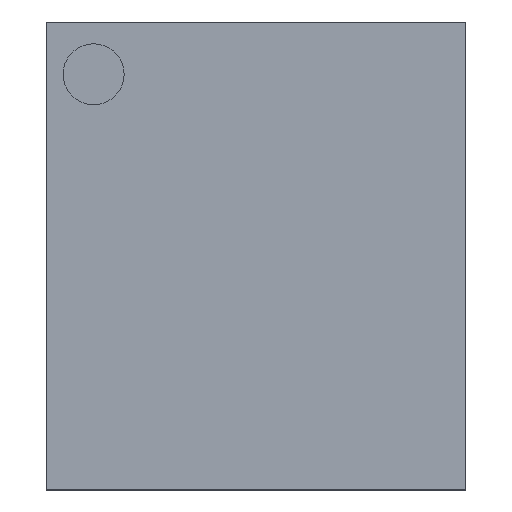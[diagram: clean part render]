
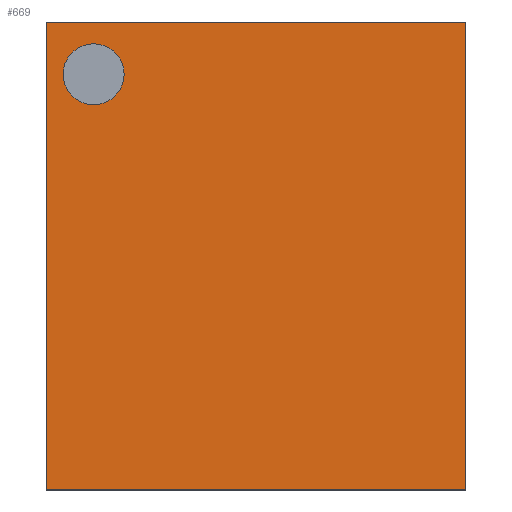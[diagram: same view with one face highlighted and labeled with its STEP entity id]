
A CAD part, top view. The second image highlights one B-rep face of the part: STEP entity #669.
In plain terms, the highlighted planar face has unit normal (0, 0, 1).
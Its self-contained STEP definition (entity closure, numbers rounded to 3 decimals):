
#5 = LINE ( 'NONE', #111, #920 ) ;
#6 = VERTEX_POINT ( 'NONE', #141 ) ;
#46 = LINE ( 'NONE', #668, #806 ) ;
#54 = DIRECTION ( 'NONE',  ( 0., 0., 1. ) ) ;
#100 = FACE_OUTER_BOUND ( 'NONE', #875, .T. ) ;
#111 = CARTESIAN_POINT ( 'NONE',  ( -0.758, 0.845, 0.59 ) ) ;
#131 = VERTEX_POINT ( 'NONE', #603 ) ;
#141 = CARTESIAN_POINT ( 'NONE',  ( -0.697, 0.656, 0.59 ) ) ;
#173 = EDGE_CURVE ( 'NONE', #781, #334, #710, .T. ) ;
#189 = CIRCLE ( 'NONE', #1125, 0.11 ) ;
#204 = CARTESIAN_POINT ( 'NONE',  ( 0.757, -0.845, 0.59 ) ) ;
#225 = CARTESIAN_POINT ( 'NONE',  ( 0.757, -0.845, 0.59 ) ) ;
#227 = CARTESIAN_POINT ( 'NONE',  ( -0.587, 0.656, 0.59 ) ) ;
#243 = ORIENTED_EDGE ( 'NONE', *, *, #718, .F. ) ;
#276 = VECTOR ( 'NONE', #841, 1000. ) ;
#277 = DIRECTION ( 'NONE',  ( 0., 0., -1. ) ) ;
#305 = EDGE_CURVE ( 'NONE', #334, #310, #317, .T. ) ;
#310 = VERTEX_POINT ( 'NONE', #672 ) ;
#317 = LINE ( 'NONE', #225, #276 ) ;
#334 = VERTEX_POINT ( 'NONE', #204 ) ;
#341 = ORIENTED_EDGE ( 'NONE', *, *, #616, .F. ) ;
#390 = CIRCLE ( 'NONE', #1025, 0.11 ) ;
#409 = EDGE_LOOP ( 'NONE', ( #714, #1039 ) ) ;
#415 = EDGE_CURVE ( 'NONE', #422, #6, #390, .T. ) ;
#422 = VERTEX_POINT ( 'NONE', #1098 ) ;
#455 = EDGE_CURVE ( 'NONE', #6, #422, #189, .T. ) ;
#522 = DIRECTION ( 'NONE',  ( 1., 0., 0. ) ) ;
#527 = FACE_BOUND ( 'NONE', #409, .T. ) ;
#558 = CARTESIAN_POINT ( 'NONE',  ( -0.587, 0.656, 0.59 ) ) ;
#582 = DIRECTION ( 'NONE',  ( 0., 0., 1. ) ) ;
#603 = CARTESIAN_POINT ( 'NONE',  ( -0.758, 0.845, 0.59 ) ) ;
#616 = EDGE_CURVE ( 'NONE', #131, #310, #5, .T. ) ;
#668 = CARTESIAN_POINT ( 'NONE',  ( -0.758, -0.845, 0.59 ) ) ;
#669 = ADVANCED_FACE ( 'NONE', ( #527, #100 ), #798, .F. ) ;
#672 = CARTESIAN_POINT ( 'NONE',  ( 0.757, 0.845, 0.59 ) ) ;
#696 = DIRECTION ( 'NONE',  ( -1., 0., 0. ) ) ;
#710 = LINE ( 'NONE', #1044, #828 ) ;
#714 = ORIENTED_EDGE ( 'NONE', *, *, #415, .F. ) ;
#718 = EDGE_CURVE ( 'NONE', #781, #131, #46, .T. ) ;
#726 = AXIS2_PLACEMENT_3D ( 'NONE', #803, #277, #696 ) ;
#753 = DIRECTION ( 'NONE',  ( 1., 0., 0. ) ) ;
#781 = VERTEX_POINT ( 'NONE', #834 ) ;
#798 = PLANE ( 'NONE',  #726 ) ;
#803 = CARTESIAN_POINT ( 'NONE',  ( 0., 0., 0.59 ) ) ;
#806 = VECTOR ( 'NONE', #815, 1000. ) ;
#815 = DIRECTION ( 'NONE',  ( 0., 1., 0. ) ) ;
#828 = VECTOR ( 'NONE', #1135, 1000. ) ;
#834 = CARTESIAN_POINT ( 'NONE',  ( -0.758, -0.845, 0.59 ) ) ;
#841 = DIRECTION ( 'NONE',  ( 0., 1., 0. ) ) ;
#861 = ORIENTED_EDGE ( 'NONE', *, *, #173, .T. ) ;
#875 = EDGE_LOOP ( 'NONE', ( #243, #861, #1010, #341 ) ) ;
#920 = VECTOR ( 'NONE', #522, 1000. ) ;
#931 = DIRECTION ( 'NONE',  ( 1., 0., 0. ) ) ;
#1010 = ORIENTED_EDGE ( 'NONE', *, *, #305, .T. ) ;
#1025 = AXIS2_PLACEMENT_3D ( 'NONE', #558, #54, #753 ) ;
#1039 = ORIENTED_EDGE ( 'NONE', *, *, #455, .F. ) ;
#1044 = CARTESIAN_POINT ( 'NONE',  ( -0.758, -0.845, 0.59 ) ) ;
#1098 = CARTESIAN_POINT ( 'NONE',  ( -0.476, 0.656, 0.59 ) ) ;
#1125 = AXIS2_PLACEMENT_3D ( 'NONE', #227, #582, #931 ) ;
#1135 = DIRECTION ( 'NONE',  ( 1., 0., 0. ) ) ;
